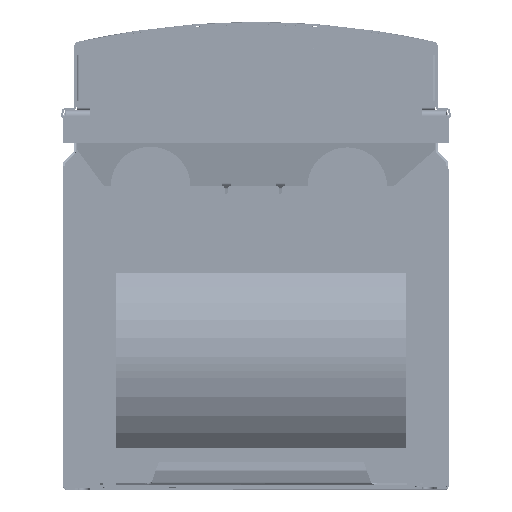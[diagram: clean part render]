
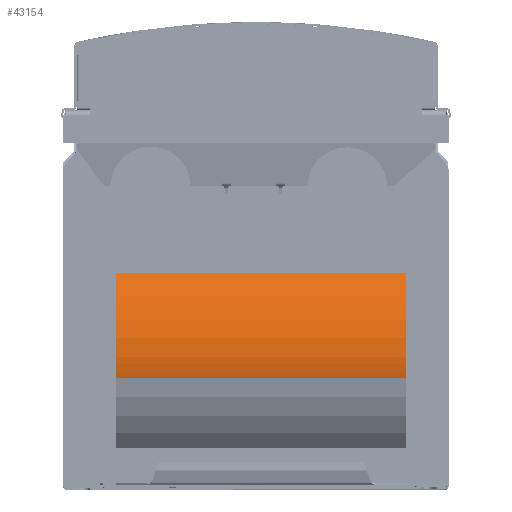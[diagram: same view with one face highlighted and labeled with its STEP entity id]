
A CAD part, front view. The second image highlights one B-rep face of the part: STEP entity #43154.
In plain terms, the highlighted cylindrical face has radius 83.5 mm (diameter 167 mm), a partial arc.
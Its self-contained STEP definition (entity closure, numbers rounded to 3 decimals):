
#19401=CARTESIAN_POINT('',(111.15,-291.316,96.194));
#19402=DIRECTION('',(-1.,0.,0.));
#19403=DIRECTION('',(0.,-0.982,-0.189));
#19404=AXIS2_PLACEMENT_3D('',#19401,#19402,#19403);
#19409=CARTESIAN_POINT('',(111.15,-291.316,96.194));
#19410=DIRECTION('',(-1.,0.,0.));
#19411=DIRECTION('',(0.,-1.,0.));
#19412=AXIS2_PLACEMENT_3D('',#19409,#19410,#19411);
#19424=DIRECTION('',(1.,0.,0.));
#19425=VECTOR('',#19424,215.);
#19426=CARTESIAN_POINT('',(-103.85,-373.308,80.396));
#19427=LINE('',#19426,#19425);
#19447=CARTESIAN_POINT('',(-103.85,-291.316,96.194));
#19448=DIRECTION('',(1.,0.,0.));
#19449=DIRECTION('',(0.,-0.674,0.739));
#19450=AXIS2_PLACEMENT_3D('',#19447,#19448,#19449);
#19455=CARTESIAN_POINT('',(-103.85,-291.316,96.194));
#19456=DIRECTION('',(1.,0.,0.));
#19457=DIRECTION('',(0.,-1.,0.));
#19458=AXIS2_PLACEMENT_3D('',#19455,#19456,#19457);
#19485=DIRECTION('',(1.,0.,0.));
#19486=VECTOR('',#19485,215.);
#19487=CARTESIAN_POINT('',(-103.85,-347.58,157.892));
#19488=LINE('',#19487,#19486);
#28616=CARTESIAN_POINT('',(111.15,-347.58,157.892));
#28617=VERTEX_POINT('',#28616);
#28618=CARTESIAN_POINT('',(-103.85,-347.58,157.892));
#28619=VERTEX_POINT('',#28618);
#30406=CARTESIAN_POINT('',(111.15,-373.308,80.396));
#30407=VERTEX_POINT('',#30406);
#30408=CARTESIAN_POINT('',(111.15,-374.816,96.194));
#30409=VERTEX_POINT('',#30408);
#30410=CARTESIAN_POINT('',(-103.85,-373.307,80.391));
#30411=VERTEX_POINT('',#30410);
#30414=CARTESIAN_POINT('',(-103.85,-374.816,96.194));
#30415=VERTEX_POINT('',#30414);
#43141=CARTESIAN_POINT('',(111.15,-291.316,96.194));
#43142=DIRECTION('',(-1.,0.,0.));
#43143=DIRECTION('',(0.,-1.,0.));
#43144=AXIS2_PLACEMENT_3D('',#43141,#43142,#43143);
#43145=CYLINDRICAL_SURFACE('',#43144,83.5);
#43146=ORIENTED_EDGE('',*,*,#34205,.T.);
#43147=ORIENTED_EDGE('',*,*,#43089,.F.);
#43148=ORIENTED_EDGE('',*,*,#43087,.F.);
#43149=ORIENTED_EDGE('',*,*,#43102,.F.);
#43150=ORIENTED_EDGE('',*,*,#43121,.F.);
#43151=ORIENTED_EDGE('',*,*,#43119,.F.);
#43152=EDGE_LOOP('',(#43146,#43147,#43148,#43149,#43150,#43151));
#43153=FACE_OUTER_BOUND('',#43152,.F.);
#43154=ADVANCED_FACE('',(#43153),#43145,.T.);
#19405=CIRCLE('',#19404,83.5);
#19413=CIRCLE('',#19412,83.5);
#19451=CIRCLE('',#19450,83.5);
#19459=CIRCLE('',#19458,83.5);
#34205=EDGE_CURVE('',#28619,#28617,#19488,.T.);
#43087=EDGE_CURVE('',#30407,#30409,#19405,.T.);
#43089=EDGE_CURVE('',#30409,#28617,#19413,.T.);
#43102=EDGE_CURVE('',#30411,#30407,#19427,.T.);
#43119=EDGE_CURVE('',#28619,#30415,#19451,.T.);
#43121=EDGE_CURVE('',#30415,#30411,#19459,.T.);
